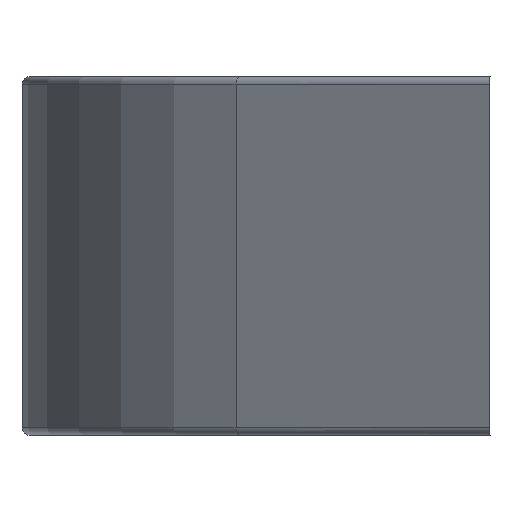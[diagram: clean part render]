
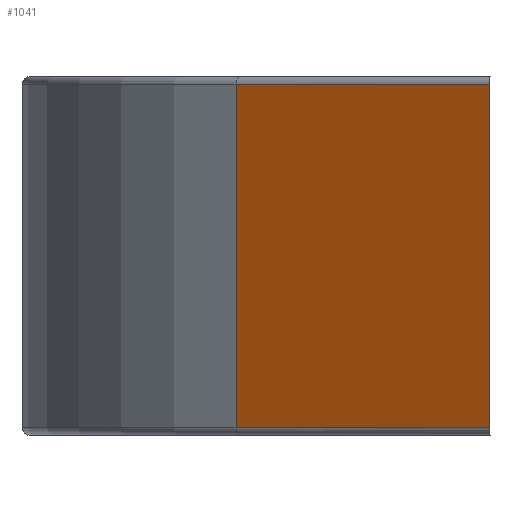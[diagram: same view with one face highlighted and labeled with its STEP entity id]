
A CAD part, left-side view. The second image highlights one B-rep face of the part: STEP entity #1041.
In plain terms, the highlighted planar face has unit normal (-0.809, 0.588, 0).
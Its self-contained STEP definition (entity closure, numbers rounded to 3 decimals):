
#10 = EDGE_CURVE ( 'NONE', #375, #1297, #556, .T. ) ;
#115 = CARTESIAN_POINT ( 'NONE',  ( -121.5, 0., 11.75 ) ) ;
#117 = DIRECTION ( 'NONE',  ( -0.588, -0.809, 0. ) ) ;
#133 = DIRECTION ( 'NONE',  ( 0., 0., 1. ) ) ;
#193 = DIRECTION ( 'NONE',  ( 0.588, 0.809, 0. ) ) ;
#194 = CARTESIAN_POINT ( 'NONE',  ( -121.5, 0., 11.75 ) ) ;
#235 = DIRECTION ( 'NONE',  ( -0.809, 0.588, 0. ) ) ;
#255 = ORIENTED_EDGE ( 'NONE', *, *, #343, .T. ) ;
#340 = DIRECTION ( 'NONE',  ( 0., 0., 1. ) ) ;
#343 = EDGE_CURVE ( 'NONE', #375, #499, #1040, .T. ) ;
#371 = ORIENTED_EDGE ( 'NONE', *, *, #1114, .F. ) ;
#372 = CARTESIAN_POINT ( 'NONE',  ( -108.883, 17.366, 11.75 ) ) ;
#375 = VERTEX_POINT ( 'NONE', #653 ) ;
#482 = EDGE_CURVE ( 'NONE', #499, #975, #881, .T. ) ;
#495 = VECTOR ( 'NONE', #340, 1000. ) ;
#499 = VERTEX_POINT ( 'NONE', #194 ) ;
#546 = DIRECTION ( 'NONE',  ( 0.588, 0.809, 0. ) ) ;
#551 = VECTOR ( 'NONE', #193, 1000. ) ;
#555 = VECTOR ( 'NONE', #546, 1000. ) ;
#556 = LINE ( 'NONE', #1109, #551 ) ;
#558 = CARTESIAN_POINT ( 'NONE',  ( -121.5, 0., 11.75 ) ) ;
#653 = CARTESIAN_POINT ( 'NONE',  ( -121.5, 0., -11.75 ) ) ;
#709 = PLANE ( 'NONE',  #1281 ) ;
#718 = LINE ( 'NONE', #372, #1050 ) ;
#766 = CARTESIAN_POINT ( 'NONE',  ( -121.5, 0., 11.75 ) ) ;
#778 = ORIENTED_EDGE ( 'NONE', *, *, #10, .F. ) ;
#806 = EDGE_LOOP ( 'NONE', ( #971, #371, #778, #255 ) ) ;
#881 = LINE ( 'NONE', #766, #555 ) ;
#906 = CARTESIAN_POINT ( 'NONE',  ( -108.883, 17.366, 11.75 ) ) ;
#940 = FACE_OUTER_BOUND ( 'NONE', #806, .T. ) ;
#971 = ORIENTED_EDGE ( 'NONE', *, *, #482, .T. ) ;
#975 = VERTEX_POINT ( 'NONE', #906 ) ;
#1040 = LINE ( 'NONE', #558, #495 ) ;
#1041 = ADVANCED_FACE ( 'NONE', ( #940 ), #709, .T. ) ;
#1050 = VECTOR ( 'NONE', #133, 1000. ) ;
#1077 = CARTESIAN_POINT ( 'NONE',  ( -108.883, 17.366, -11.75 ) ) ;
#1109 = CARTESIAN_POINT ( 'NONE',  ( -121.5, 0., -11.75 ) ) ;
#1114 = EDGE_CURVE ( 'NONE', #1297, #975, #718, .T. ) ;
#1281 = AXIS2_PLACEMENT_3D ( 'NONE', #115, #235, #117 ) ;
#1297 = VERTEX_POINT ( 'NONE', #1077 ) ;
